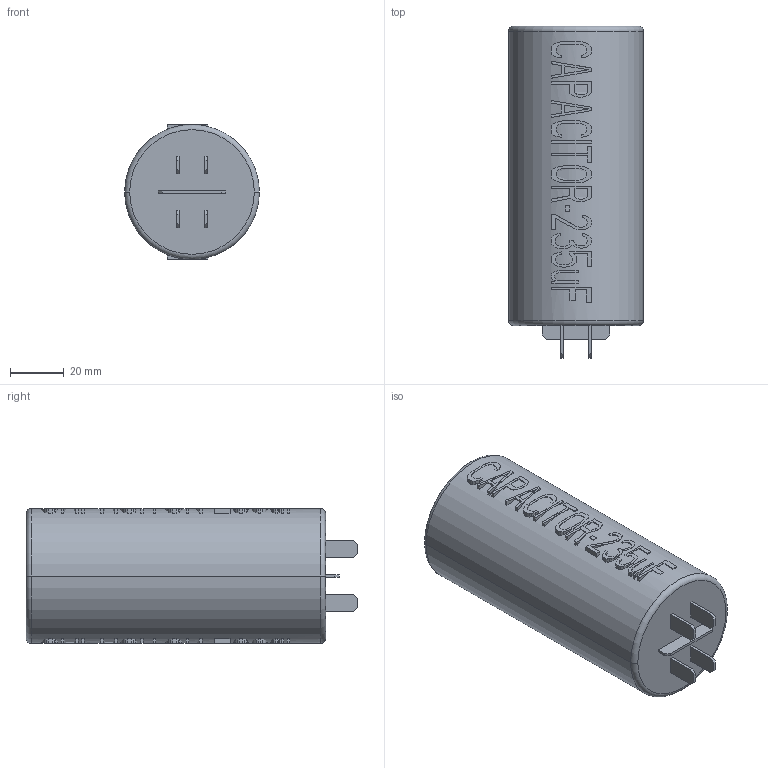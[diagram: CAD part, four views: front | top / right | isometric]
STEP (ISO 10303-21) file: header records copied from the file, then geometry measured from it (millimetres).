
FILE_DESCRIPTION((''),'2;1');
FILE_NAME('CAPACITOR_235UF','2023-05-02T14:42:15',('U375483'),('DANFOSS COMMERCIAL COMPRESSOR'),'CREO PARAMETRIC BY PTC INC, 2022124','CREO PARAMETRIC BY PTC INC, 2022124','');
FILE_SCHEMA(('CONFIG_CONTROL_DESIGN'));
Length unit declared in the file: millimetre
Products named in the file (1): CAPACITOR_235UF
Bounding box: 50 x 123 x 50 mm (x, y, z)
Volume: 218544.5 mm3; surface area: 22798.4 mm2
Topology: 1 solids, 1 shells, 845 faces, 2372 edges, 1574 vertices
Faces by surface type: plane 829, cylinder 12, torus 4
Entity records: 26917 total; most frequent: CARTESIAN_POINT 6016, ORIENTED_EDGE 4744, DIRECTION 3652, EDGE_CURVE 2372, VECTOR 1690, LINE 1690, VERTEX_POINT 1574, AXIS2_PLACEMENT_3D 981
